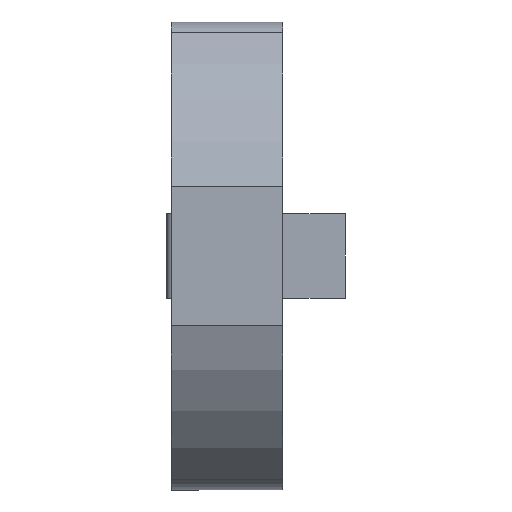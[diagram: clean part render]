
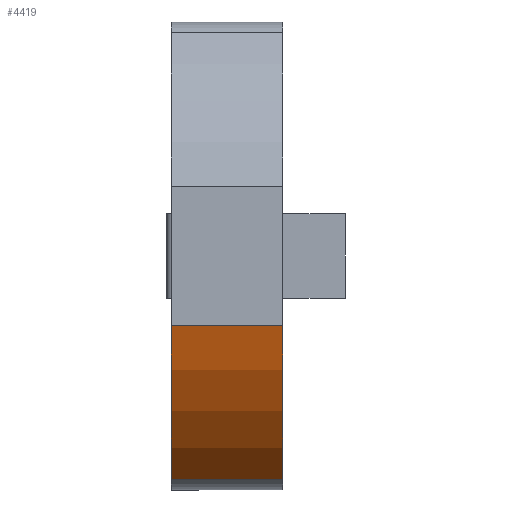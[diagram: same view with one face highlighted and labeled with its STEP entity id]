
A CAD part, left-side view. The second image highlights one B-rep face of the part: STEP entity #4419.
In plain terms, the highlighted cylindrical face has radius 12.64 mm (diameter 25.28 mm), a partial arc.
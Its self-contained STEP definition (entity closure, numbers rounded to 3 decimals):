
#108 = CARTESIAN_POINT ( 'NONE',  ( 0., 5.08, 0. ) ) ;
#429 = DIRECTION ( 'NONE',  ( 0., 0., 1. ) ) ;
#552 = CARTESIAN_POINT ( 'NONE',  ( 0., 0.65, 0. ) ) ;
#697 = AXIS2_PLACEMENT_3D ( 'NONE', #108, #1632, #429 ) ;
#815 = ORIENTED_EDGE ( 'NONE', *, *, #2238, .T. ) ;
#991 = VERTEX_POINT ( 'NONE', #3861 ) ;
#1131 = ORIENTED_EDGE ( 'NONE', *, *, #1317, .F. ) ;
#1252 = VECTOR ( 'NONE', #4526, 1000. ) ;
#1317 = EDGE_CURVE ( 'NONE', #4974, #4417, #2693, .T. ) ;
#1377 = CARTESIAN_POINT ( 'NONE',  ( 0., 0., 0. ) ) ;
#1632 = DIRECTION ( 'NONE',  ( 0., 1., 0. ) ) ;
#1759 = LINE ( 'NONE', #3335, #3848 ) ;
#1914 = EDGE_CURVE ( 'NONE', #4417, #991, #1759, .T. ) ;
#2024 = LINE ( 'NONE', #3769, #1252 ) ;
#2131 = EDGE_LOOP ( 'NONE', ( #815, #4873, #1131, #3754 ) ) ;
#2198 = AXIS2_PLACEMENT_3D ( 'NONE', #1377, #2928, #3715 ) ;
#2238 = EDGE_CURVE ( 'NONE', #3336, #991, #4629, .T. ) ;
#2693 = CIRCLE ( 'NONE', #697, 12.64 ) ;
#2796 = FACE_OUTER_BOUND ( 'NONE', #2131, .T. ) ;
#2845 = CARTESIAN_POINT ( 'NONE',  ( -7.487, 0., -10.184 ) ) ;
#2928 = DIRECTION ( 'NONE',  ( 0., 1., 0. ) ) ;
#3251 = DIRECTION ( 'NONE',  ( 0., -1., 0. ) ) ;
#3335 = CARTESIAN_POINT ( 'NONE',  ( -12.235, 0.65, -3.175 ) ) ;
#3336 = VERTEX_POINT ( 'NONE', #2845 ) ;
#3480 = DIRECTION ( 'NONE',  ( 0., 0., -1. ) ) ;
#3617 = EDGE_CURVE ( 'NONE', #4974, #3336, #2024, .T. ) ;
#3715 = DIRECTION ( 'NONE',  ( 0., 0., 1. ) ) ;
#3754 = ORIENTED_EDGE ( 'NONE', *, *, #3617, .T. ) ;
#3769 = CARTESIAN_POINT ( 'NONE',  ( -7.487, 0.65, -10.184 ) ) ;
#3848 = VECTOR ( 'NONE', #4800, 1000. ) ;
#3861 = CARTESIAN_POINT ( 'NONE',  ( -12.235, 0., -3.175 ) ) ;
#4316 = AXIS2_PLACEMENT_3D ( 'NONE', #552, #3251, #3480 ) ;
#4339 = CARTESIAN_POINT ( 'NONE',  ( -12.235, 5.08, -3.175 ) ) ;
#4417 = VERTEX_POINT ( 'NONE', #4339 ) ;
#4419 = ADVANCED_FACE ( 'NONE', ( #2796 ), #4731, .T. ) ;
#4433 = CARTESIAN_POINT ( 'NONE',  ( -7.487, 5.08, -10.184 ) ) ;
#4526 = DIRECTION ( 'NONE',  ( 0., -1., 0. ) ) ;
#4629 = CIRCLE ( 'NONE', #2198, 12.64 ) ;
#4731 = CYLINDRICAL_SURFACE ( 'NONE', #4316, 12.64 ) ;
#4800 = DIRECTION ( 'NONE',  ( 0., -1., 0. ) ) ;
#4873 = ORIENTED_EDGE ( 'NONE', *, *, #1914, .F. ) ;
#4974 = VERTEX_POINT ( 'NONE', #4433 ) ;
